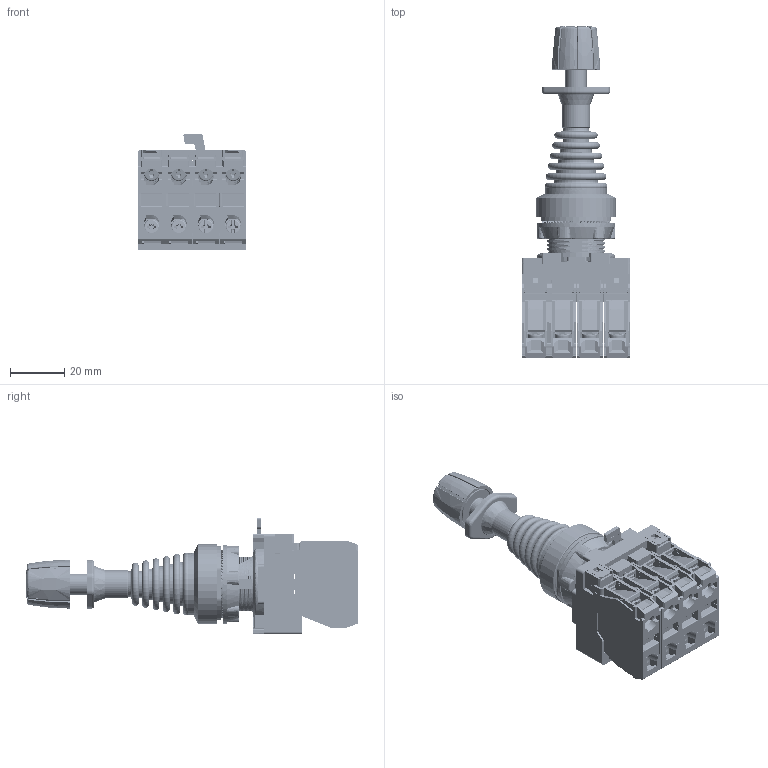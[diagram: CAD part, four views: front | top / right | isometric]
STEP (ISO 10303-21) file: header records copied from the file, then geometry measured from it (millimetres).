
FILE_DESCRIPTION((''),'2;1');
FILE_NAME('B5-PA34_ASM','2023-10-26T',('Administrator'),('zyb.com'),'PRO/ENGINEER BY PARAMETRIC TECHNOLOGY CORPORATION, 2010280','PRO/ENGINEER BY PARAMETRIC TECHNOLOGY CORPORATION, 2010280','');
FILE_SCHEMA(('AUTOMOTIVE_DESIGN { 1 0 10303 214 1 1 1 1 }'));
Products named in the file (4): L20231026001; ZBE101; L20231026003; B5-PA34_ASM
Assembly tree (6 placements, depth 2):
  B5-PA34_ASM
    L20231026001
    ZBE101  x4
    L20231026003
Bounding box: 40 x 122.1 x 43 mm (x, y, z)
Volume: 57668.9 mm3; surface area: 45622.6 mm2
Topology: 46 solids, 76 shells, 8920 faces, 24296 edges, 15714 vertices
Faces by surface type: plane 5020, cylinder 2408, bspline 678, torus 284, cone 232, extrusion 186, sphere 112
Entity records: 200109 total; most frequent: CARTESIAN_POINT 57053, ORIENTED_EDGE 24568, DIRECTION 20989, EDGE_CURVE 12284, VERTEX_POINT 7887, VECTOR 7437, LINE 7251, AXIS2_PLACEMENT_3D 6776
